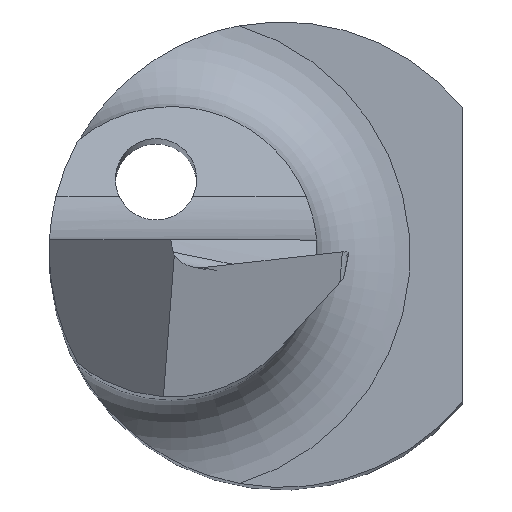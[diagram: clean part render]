
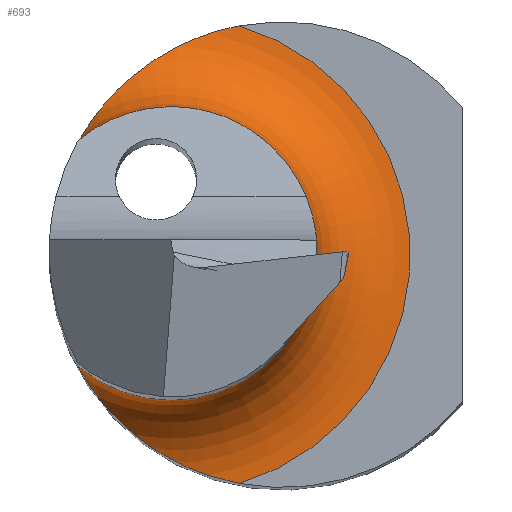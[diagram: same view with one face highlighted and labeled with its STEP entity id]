
A CAD part, top view. The second image highlights one B-rep face of the part: STEP entity #693.
In plain terms, the highlighted toroidal (fillet/blend) face has major radius 2.05 mm and minor radius 0.8 mm.
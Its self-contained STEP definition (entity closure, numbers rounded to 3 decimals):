
#2 = EDGE_LOOP ( 'NONE', ( #562, #519, #218, #719 ) ) ;
#23 = CIRCLE ( 'NONE', #538, 2.05 ) ;
#31 = CARTESIAN_POINT ( 'NONE',  ( -0.368, -1.966, 13.76 ) ) ;
#33 = CARTESIAN_POINT ( 'NONE',  ( -1.738, 0.991, 14.39 ) ) ;
#63 = DIRECTION ( 'NONE',  ( 0., 0., 1. ) ) ;
#69 = AXIS2_PLACEMENT_3D ( 'NONE', #644, #431, #853 ) ;
#88 = VERTEX_POINT ( 'NONE', #186 ) ;
#91 = CARTESIAN_POINT ( 'NONE',  ( -1.758, 0.954, 14.56 ) ) ;
#98 = CARTESIAN_POINT ( 'NONE',  ( -0.54, -1.934, 13.76 ) ) ;
#102 = CARTESIAN_POINT ( 'NONE',  ( -1.156, -1.64, 13.863 ) ) ;
#119 = CARTESIAN_POINT ( 'NONE',  ( -1.515, 1.314, 14.049 ) ) ;
#186 = CARTESIAN_POINT ( 'NONE',  ( -0.368, 1.966, 13.76 ) ) ;
#190 = CARTESIAN_POINT ( 'NONE',  ( -1.758, -0.954, 14.56 ) ) ;
#218 = ORIENTED_EDGE ( 'NONE', *, *, #845, .F. ) ;
#227 = CARTESIAN_POINT ( 'NONE',  ( -0.95, 0., 13.76 ) ) ;
#237 = VERTEX_POINT ( 'NONE', #190 ) ;
#246 = CARTESIAN_POINT ( 'NONE',  ( -1.758, -0.954, 14.471 ) ) ;
#249 = CARTESIAN_POINT ( 'NONE',  ( -1.515, -1.313, 14.049 ) ) ;
#256 = CARTESIAN_POINT ( 'NONE',  ( -1.644, 1.141, 14.198 ) ) ;
#284 = VERTEX_POINT ( 'NONE', #403 ) ;
#295 = CARTESIAN_POINT ( 'NONE',  ( -1.758, 0.954, 14.56 ) ) ;
#305 = CARTESIAN_POINT ( 'NONE',  ( -1.681, -1.085, 14.255 ) ) ;
#310 = CIRCLE ( 'NONE', #69, 1.25 ) ;
#312 = CARTESIAN_POINT ( 'NONE',  ( -1.681, 1.085, 14.254 ) ) ;
#347 = DIRECTION ( 'NONE',  ( 1., 0., 0. ) ) ;
#362 = EDGE_CURVE ( 'NONE', #237, #798, #310, .T. ) ;
#371 = CARTESIAN_POINT ( 'NONE',  ( -1.013, 1.733, 13.823 ) ) ;
#377 = CARTESIAN_POINT ( 'NONE',  ( -1.013, -1.733, 13.823 ) ) ;
#382 = CARTESIAN_POINT ( 'NONE',  ( -1.406, -1.431, 13.976 ) ) ;
#403 = CARTESIAN_POINT ( 'NONE',  ( -0.368, -1.966, 13.76 ) ) ;
#416 = FACE_OUTER_BOUND ( 'NONE', #2, .T. ) ;
#431 = DIRECTION ( 'NONE',  ( 0., 0., 1. ) ) ;
#519 = ORIENTED_EDGE ( 'NONE', *, *, #757, .F. ) ;
#525 = CARTESIAN_POINT ( 'NONE',  ( -1.758, 0.954, 14.471 ) ) ;
#528 = EDGE_CURVE ( 'NONE', #284, #237, #580, .T. ) ;
#531 = CARTESIAN_POINT ( 'NONE',  ( -1.408, 1.43, 13.977 ) ) ;
#538 = AXIS2_PLACEMENT_3D ( 'NONE', #227, #789, #347 ) ;
#562 = ORIENTED_EDGE ( 'NONE', *, *, #528, .F. ) ;
#580 = B_SPLINE_CURVE_WITH_KNOTS ( 'NONE', 3,
 ( #31, #98, #591, #377, #102, #382, #249, #663, #305, #868, #246, #802 ),
 .UNSPECIFIED., .F., .F.,
 ( 4, 2, 2, 2, 2, 4 ),
 ( 0., 0.001, 0.001, 0.002, 0.002, 0.002 ),
 .UNSPECIFIED. ) ;
#591 = CARTESIAN_POINT ( 'NONE',  ( -0.703, -1.88, 13.771 ) ) ;
#604 = DIRECTION ( 'NONE',  ( 1., 0., 0. ) ) ;
#644 = CARTESIAN_POINT ( 'NONE',  ( -0.95, 0., 14.56 ) ) ;
#645 = CARTESIAN_POINT ( 'NONE',  ( -0.368, 1.966, 13.76 ) ) ;
#646 = B_SPLINE_CURVE_WITH_KNOTS ( 'NONE', 3,
 ( #91, #525, #33, #312, #256, #119, #531, #790, #371, #743, #814, #645 ),
 .UNSPECIFIED., .F., .F.,
 ( 4, 2, 2, 2, 2, 4 ),
 ( 0., 0., 0.001, 0.001, 0.002, 0.002 ),
 .UNSPECIFIED. ) ;
#663 = CARTESIAN_POINT ( 'NONE',  ( -1.644, -1.142, 14.198 ) ) ;
#693 = ADVANCED_FACE ( 'NONE', ( #416 ), #887, .F. ) ;
#719 = ORIENTED_EDGE ( 'NONE', *, *, #362, .F. ) ;
#743 = CARTESIAN_POINT ( 'NONE',  ( -0.703, 1.88, 13.771 ) ) ;
#752 = CARTESIAN_POINT ( 'NONE',  ( -0.95, 0., 14.56 ) ) ;
#757 = EDGE_CURVE ( 'NONE', #88, #284, #23, .T. ) ;
#789 = DIRECTION ( 'NONE',  ( 0., 0., -1. ) ) ;
#790 = CARTESIAN_POINT ( 'NONE',  ( -1.156, 1.641, 13.862 ) ) ;
#798 = VERTEX_POINT ( 'NONE', #295 ) ;
#802 = CARTESIAN_POINT ( 'NONE',  ( -1.758, -0.954, 14.56 ) ) ;
#814 = CARTESIAN_POINT ( 'NONE',  ( -0.54, 1.934, 13.76 ) ) ;
#817 = AXIS2_PLACEMENT_3D ( 'NONE', #752, #63, #604 ) ;
#845 = EDGE_CURVE ( 'NONE', #798, #88, #646, .T. ) ;
#853 = DIRECTION ( 'NONE',  ( 1., 0., 0. ) ) ;
#868 = CARTESIAN_POINT ( 'NONE',  ( -1.738, -0.991, 14.39 ) ) ;
#887 = TOROIDAL_SURFACE ( 'NONE', #817, 2.05, 0.8 ) ;
